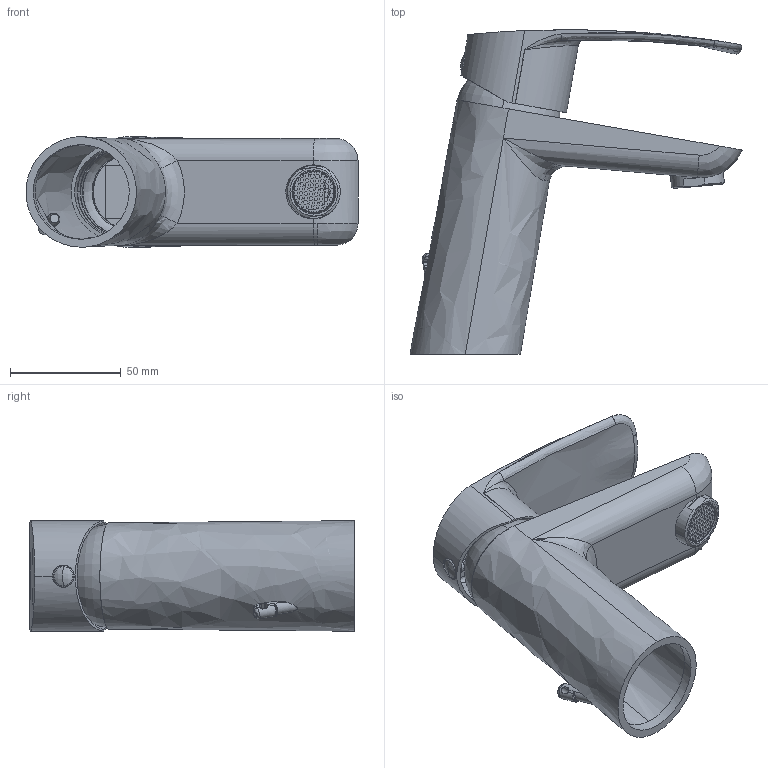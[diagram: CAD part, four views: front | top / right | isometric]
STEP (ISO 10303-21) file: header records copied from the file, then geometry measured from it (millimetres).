
FILE_DESCRIPTION (( 'STEP AP203' ), '1' );
FILE_NAME ('57A303563.STEP', '2020-05-26T07:41:07', ( '' ), ( '' ), 'SwSTEP 2.0', 'SolidWorks 2018', '' );
FILE_SCHEMA (( 'CONFIG_CONTROL_DESIGN' ));
Length unit declared in the file: millimetre
Products named in the file (1): 57A303563
Bounding box: 150.23 x 146.86 x 50.04 mm (x, y, z)
Volume: 93865.8 mm3; surface area: 82214.1 mm2
Topology: 7 solids, 7 shells, 587 faces, 1657 edges, 1078 vertices
Faces by surface type: plane 416, cylinder 86, bspline 36, cone 27, torus 19, sphere 3
Entity records: 26370 total; most frequent: CARTESIAN_POINT 11208, ORIENTED_EDGE 3304, DIRECTION 2793, EDGE_CURVE 1652, VECTOR 1253, LINE 1253, VERTEX_POINT 1078, AXIS2_PLACEMENT_3D 770
